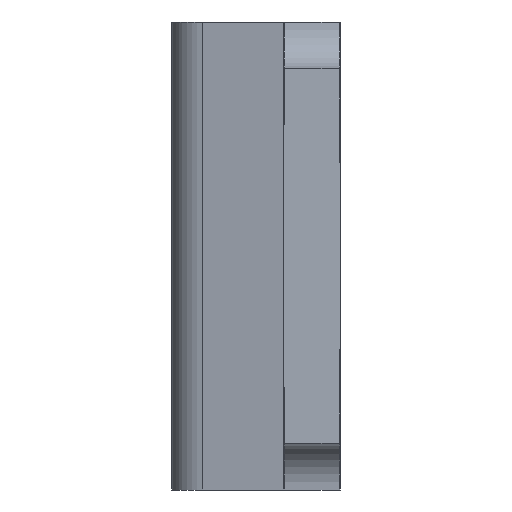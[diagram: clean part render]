
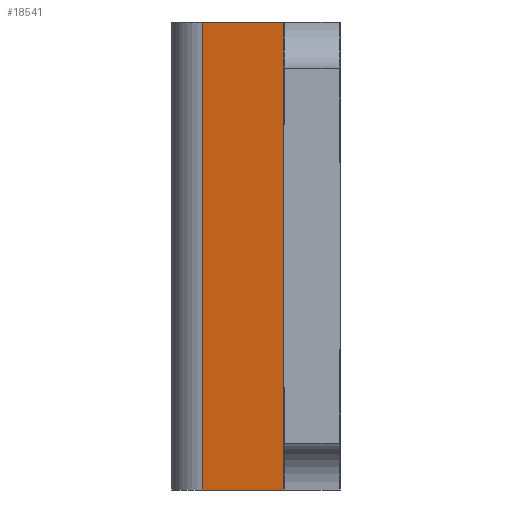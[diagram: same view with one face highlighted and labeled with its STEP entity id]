
A CAD part, left-side view. The second image highlights one B-rep face of the part: STEP entity #18541.
In plain terms, the highlighted planar face has unit normal (-0.986, 0.164, 0).
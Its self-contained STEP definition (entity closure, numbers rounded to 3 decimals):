
#799 = CARTESIAN_POINT ( 'NONE',  ( -0.65, 0.075, 0.625 ) ) ;
#802 = CARTESIAN_POINT ( 'NONE',  ( -0.65, 0.075, -0.625 ) ) ;
#806 = CARTESIAN_POINT ( 'NONE',  ( -0.614, 0.291, -0.625 ) ) ;
#810 = CARTESIAN_POINT ( 'NONE',  ( -0.614, 0.291, 0.625 ) ) ;
#2585 = VERTEX_POINT ( 'NONE', #799 ) ;
#2588 = VERTEX_POINT ( 'NONE', #802 ) ;
#2592 = VERTEX_POINT ( 'NONE', #806 ) ;
#2596 = VERTEX_POINT ( 'NONE', #810 ) ;
#3003 = ORIENTED_EDGE ( 'NONE', *, *, #18706, .F. ) ;
#3004 = ORIENTED_EDGE ( 'NONE', *, *, #18709, .T. ) ;
#3005 = ORIENTED_EDGE ( 'NONE', *, *, #18704, .T. ) ;
#3006 = ORIENTED_EDGE ( 'NONE', *, *, #18686, .F. ) ;
#3644 = EDGE_LOOP ( 'NONE', ( #3003, #3005, #3004, #3006 ) ) ;
#14987 = FACE_OUTER_BOUND ( 'NONE', #3644, .T. ) ;
#14993 = AXIS2_PLACEMENT_3D ( 'NONE', #15543, #15544, #15545 ) ;
#15542 = PLANE ( 'NONE',  #14993 ) ;
#15543 = CARTESIAN_POINT ( 'NONE',  ( -0.921, -1.548, 0.625 ) ) ;
#15544 = DIRECTION ( 'NONE',  ( 0.986, -0.164, 0. ) ) ;
#15545 = DIRECTION ( 'NONE',  ( 0.164, 0.986, 0. ) ) ;
#16025 = LINE ( 'NONE', #16026, #16235 ) ;
#16026 = CARTESIAN_POINT ( 'NONE',  ( -0.65, 0.075, 0.625 ) ) ;
#16027 = DIRECTION ( 'NONE',  ( 0., 0., -1. ) ) ;
#16049 = LINE ( 'NONE', #16050, #16244 ) ;
#16050 = CARTESIAN_POINT ( 'NONE',  ( -0.614, 0.291, -0.625 ) ) ;
#16051 = DIRECTION ( 'NONE',  ( 0., 0., -1. ) ) ;
#16052 = LINE ( 'NONE', #16053, #16245 ) ;
#16053 = CARTESIAN_POINT ( 'NONE',  ( -0.921, -1.548, 0.625 ) ) ;
#16054 = DIRECTION ( 'NONE',  ( -0.164, -0.986, 0. ) ) ;
#16055 = LINE ( 'NONE', #16056, #16246 ) ;
#16056 = CARTESIAN_POINT ( 'NONE',  ( -0.921, -1.548, -0.625 ) ) ;
#16057 = DIRECTION ( 'NONE',  ( -0.164, -0.986, 0. ) ) ;
#16235 = VECTOR ( 'NONE', #16027, 1000. ) ;
#16244 = VECTOR ( 'NONE', #16051, 1000. ) ;
#16245 = VECTOR ( 'NONE', #16054, 1000. ) ;
#16246 = VECTOR ( 'NONE', #16057, 1000. ) ;
#18541 = ADVANCED_FACE ( 'NONE', ( #14987 ), #15542, .F. ) ;
#18686 = EDGE_CURVE ( 'NONE', #2585, #2588, #16025, .T. ) ;
#18704 = EDGE_CURVE ( 'NONE', #2596, #2592, #16049, .T. ) ;
#18706 = EDGE_CURVE ( 'NONE', #2596, #2585, #16052, .T. ) ;
#18709 = EDGE_CURVE ( 'NONE', #2592, #2588, #16055, .T. ) ;
